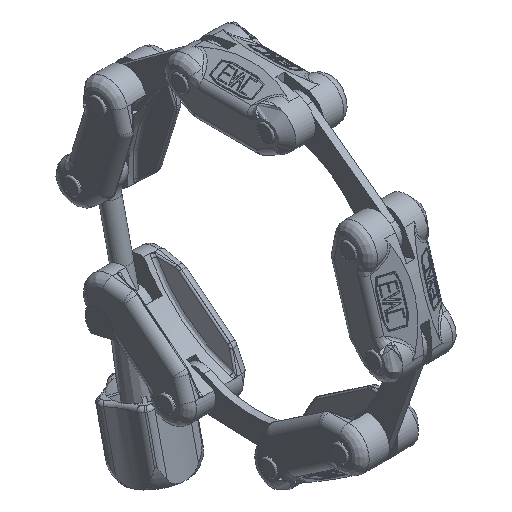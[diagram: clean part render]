
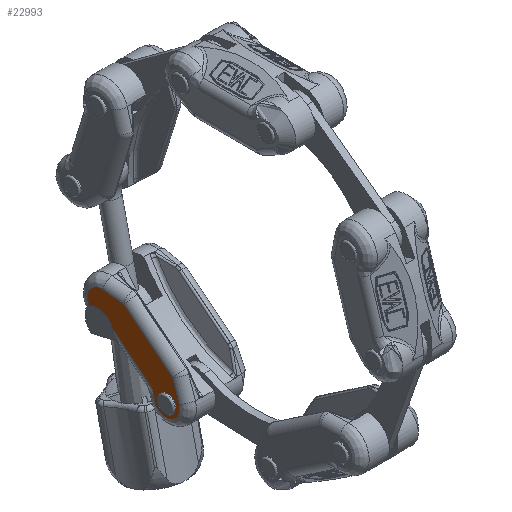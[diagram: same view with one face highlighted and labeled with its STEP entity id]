
A CAD part, isometric view. The second image highlights one B-rep face of the part: STEP entity #22993.
In plain terms, the highlighted face is planar.
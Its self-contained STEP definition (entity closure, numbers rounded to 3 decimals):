
#2585=LINE('',#43416,#4173);
#2586=LINE('',#43417,#4174);
#2587=LINE('',#43418,#4175);
#2588=LINE('',#43419,#4176);
#4173=VECTOR('',#32331,1000.);
#4174=VECTOR('',#32332,1000.);
#4175=VECTOR('',#32333,1000.);
#4176=VECTOR('',#32334,1000.);
#5958=PLANE('',#25748);
#6062=ELLIPSE('',#25749,2.56,2.55);
#6063=ELLIPSE('',#25750,5.019,5.);
#11551=ORIENTED_EDGE('',*,*,#15897,.F.);
#11552=ORIENTED_EDGE('',*,*,#15898,.T.);
#11553=ORIENTED_EDGE('',*,*,#15899,.F.);
#11554=ORIENTED_EDGE('',*,*,#15768,.F.);
#11555=ORIENTED_EDGE('',*,*,#15771,.F.);
#11556=ORIENTED_EDGE('',*,*,#15900,.F.);
#11557=ORIENTED_EDGE('',*,*,#15901,.F.);
#11558=ORIENTED_EDGE('',*,*,#15902,.F.);
#11559=ORIENTED_EDGE('',*,*,#15903,.F.);
#15768=EDGE_CURVE('',#18039,#18037,#18584,.T.);
#15771=EDGE_CURVE('',#18042,#18039,#18587,.F.);
#15897=EDGE_CURVE('',#18124,#18124,#6062,.T.);
#15898=EDGE_CURVE('',#18125,#18126,#6063,.T.);
#15899=EDGE_CURVE('',#18037,#18126,#2585,.T.);
#15900=EDGE_CURVE('',#18067,#18042,#2586,.T.);
#15901=EDGE_CURVE('',#18069,#18067,#2587,.T.);
#15902=EDGE_CURVE('',#18127,#18069,#2588,.T.);
#15903=EDGE_CURVE('',#18125,#18127,#18654,.F.);
#18037=VERTEX_POINT('',#42344);
#18039=VERTEX_POINT('',#42355);
#18042=VERTEX_POINT('',#42481);
#18067=VERTEX_POINT('',#42791);
#18069=VERTEX_POINT('',#42798);
#18124=VERTEX_POINT('',#43412);
#18125=VERTEX_POINT('',#43414);
#18126=VERTEX_POINT('',#43415);
#18127=VERTEX_POINT('',#43420);
#18584=B_SPLINE_CURVE_WITH_KNOTS('',3,(#42356,#42357,#42358,#42359,#42360,
#42361,#42362,#42363,#42364,#42365),.UNSPECIFIED.,.F.,.F.,(4,2,2,2,4),(0.,
0.045,0.116,0.23,0.356),
 .UNSPECIFIED.);
#18587=B_SPLINE_CURVE_WITH_KNOTS('',3,(#42482,#42483,#42484,#42485,#42486,
#42487,#42488),.UNSPECIFIED.,.F.,.F.,(4,1,1,1,4),(0.,0.25,0.5,0.75,1.),
 .UNSPECIFIED.);
#18654=B_SPLINE_CURVE_WITH_KNOTS('',3,(#43421,#43422,#43423,#43424,#43425,
#43426,#43427),.UNSPECIFIED.,.F.,.F.,(4,1,1,1,4),(0.,0.25,0.5,0.75,1.),
 .UNSPECIFIED.);
#19943=EDGE_LOOP('',(#11551));
#19944=EDGE_LOOP('',(#11552,#11553,#11554,#11555,#11556,#11557,#11558,#11559));
#21459=FACE_BOUND('',#19943,.T.);
#21460=FACE_BOUND('',#19944,.T.);
#22993=ADVANCED_FACE('',(#21459,#21460),#5958,.T.);
#25748=AXIS2_PLACEMENT_3D('',#43410,#32325,#32326);
#25749=AXIS2_PLACEMENT_3D('',#43411,#32327,#32328);
#25750=AXIS2_PLACEMENT_3D('',#43413,#32329,#32330);
#32325=DIRECTION('',(-0.996,0.,-0.087));
#32326=DIRECTION('',(-0.087,0.,0.996));
#32327=DIRECTION('',(-0.996,0.,-0.087));
#32328=DIRECTION('',(0.087,0.,-0.996));
#32329=DIRECTION('',(0.996,0.,0.087));
#32330=DIRECTION('',(-0.087,0.,0.996));
#32331=DIRECTION('',(0.,-1.,0.));
#32332=DIRECTION('',(-0.044,0.865,0.5));
#32333=DIRECTION('',(0.,1.,0.));
#32334=DIRECTION('',(0.044,0.865,-0.5));
#42344=CARTESIAN_POINT('',(-9.583,6.95,3.522));
#42355=CARTESIAN_POINT('',(-9.703,10.161,4.891));
#42356=CARTESIAN_POINT('',(-9.703,10.161,4.891));
#42357=CARTESIAN_POINT('',(-9.694,10.051,4.792));
#42358=CARTESIAN_POINT('',(-9.686,9.937,4.696));
#42359=CARTESIAN_POINT('',(-9.665,9.632,4.458));
#42360=CARTESIAN_POINT('',(-9.653,9.435,4.322));
#42361=CARTESIAN_POINT('',(-9.625,8.904,4.004));
#42362=CARTESIAN_POINT('',(-9.611,8.558,3.842));
#42363=CARTESIAN_POINT('',(-9.59,7.794,3.596));
#42364=CARTESIAN_POINT('',(-9.583,7.372,3.522));
#42365=CARTESIAN_POINT('',(-9.583,6.95,3.522));
#42481=CARTESIAN_POINT('',(-9.21,14.25,-0.744));
#42482=CARTESIAN_POINT('',(-9.703,10.161,4.891));
#42483=CARTESIAN_POINT('',(-9.76,10.89,5.546));
#42484=CARTESIAN_POINT('',(-9.817,12.912,6.197));
#42485=CARTESIAN_POINT('',(-9.677,15.685,4.598));
#42486=CARTESIAN_POINT('',(-9.403,16.344,1.466));
#42487=CARTESIAN_POINT('',(-9.253,15.1,-0.253));
#42488=CARTESIAN_POINT('',(-9.21,14.25,-0.744));
#42791=CARTESIAN_POINT('',(-8.95,9.099,-3.718));
#42798=CARTESIAN_POINT('',(-8.95,-9.099,-3.718));
#43410=CARTESIAN_POINT('',(-9.722,0.,5.109));
#43411=CARTESIAN_POINT('',(-9.494,12.5,2.505));
#43412=CARTESIAN_POINT('',(-9.271,12.5,-0.045));
#43413=CARTESIAN_POINT('',(-9.975,-9.,8.005));
#43414=CARTESIAN_POINT('',(-9.771,-13.418,5.664));
#43415=CARTESIAN_POINT('',(-9.583,-6.785,3.522));
#43416=CARTESIAN_POINT('',(-9.583,6.95,3.522));
#43417=CARTESIAN_POINT('',(-8.95,9.099,-3.718));
#43418=CARTESIAN_POINT('',(-8.95,-9.099,-3.718));
#43419=CARTESIAN_POINT('',(-9.21,-14.25,-0.744));
#43420=CARTESIAN_POINT('',(-9.21,-14.25,-0.744));
#43421=CARTESIAN_POINT('',(-9.21,-14.25,-0.744));
#43422=CARTESIAN_POINT('',(-9.24,-14.848,-0.399));
#43423=CARTESIAN_POINT('',(-9.331,-15.822,0.643));
#43424=CARTESIAN_POINT('',(-9.517,-16.178,2.764));
#43425=CARTESIAN_POINT('',(-9.688,-15.292,4.724));
#43426=CARTESIAN_POINT('',(-9.755,-14.086,5.483));
#43427=CARTESIAN_POINT('',(-9.771,-13.418,5.664));
